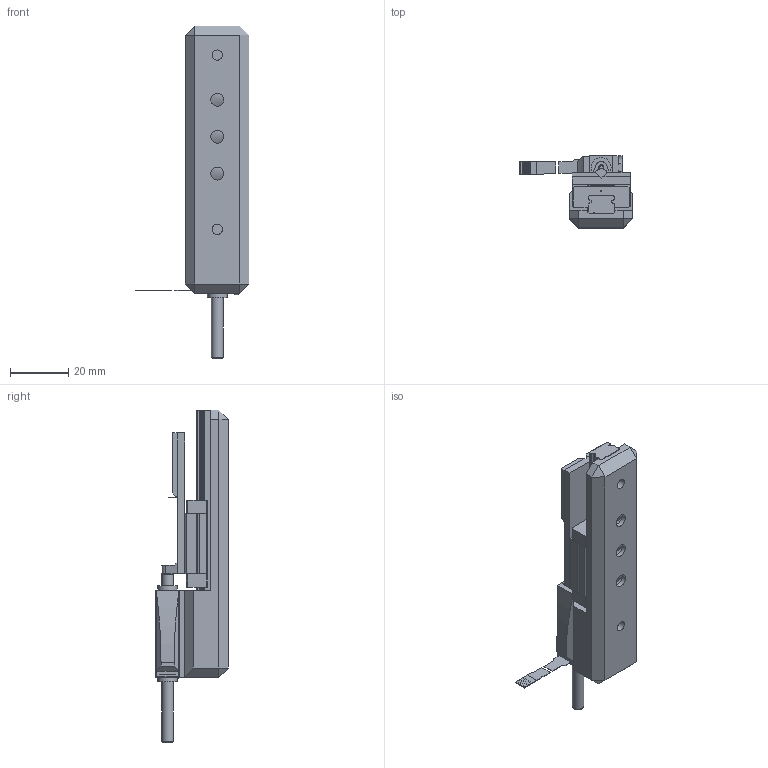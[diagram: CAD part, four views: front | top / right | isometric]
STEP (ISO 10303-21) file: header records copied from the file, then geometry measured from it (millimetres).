
FILE_DESCRIPTION(('FreeCAD Model'),'2;1');
FILE_NAME('Open CASCADE Shape Model','2021-12-15T14:01:51',('Author'),( ''),'Open CASCADE STEP processor 7.5','FreeCAD','Unknown');
FILE_SCHEMA(('AUTOMOTIVE_DESIGN { 1 0 10303 214 1 1 1 1 }'));
Length unit declared in the file: millimetre
Products named in the file (9): Linear_actuator_mount_v3_3_Faulhaber; Moving parts; Linear actuator dynamic mount; Carriage - 8438K3; Static parts; Linear actuator static mount; LM0830 rod X; LM0830 X; Rail - 6725K31
Assembly tree (8 placements, depth 3):
  Linear_actuator_mount_v3_3_Faulhaber
    Moving parts
      Linear actuator dynamic mount
      Carriage - 8438K3
    Static parts
      Linear actuator static mount
      LM0830 rod X
      LM0830 X
      Rail - 6725K31
Bounding box: 39.23 x 24.89 x 114.3 mm (x, y, z)
Volume: 27306.4 mm3; surface area: 18839.3 mm2
Topology: 7 solids, 7 shells, 514 faces, 1917 edges, 2940 vertices
Faces by surface type: plane 267, cylinder 203, cone 22, bspline 11, extrusion 9, torus 2
Full cylindrical faces by diameter (mm): 0.95 x4, 1.25 x2, 1.6 x4, 1.8 x1, 3.4 x4, 3.5 x2, 4 x1, 4.03 x1, 4.496 x3, 6.8 x2
Entity records: 57505 total; most frequent: CARTESIAN_POINT 26868, DIRECTION 4929, VECTOR 3102, LINE 3093, ORIENTED_EDGE 2810, PCURVE 2810, DEFINITIONAL_REPRESENTATION 2810, EDGE_CURVE 1405
